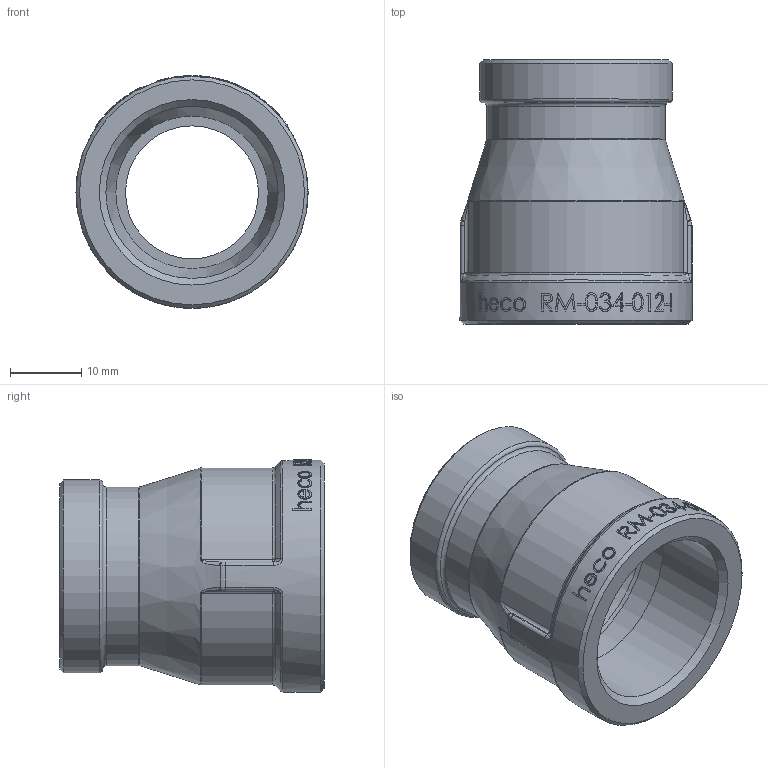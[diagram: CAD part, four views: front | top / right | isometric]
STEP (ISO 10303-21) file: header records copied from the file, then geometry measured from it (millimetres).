
FILE_DESCRIPTION (( 'STEP AP214' ), '1' );
FILE_NAME ('heco_RM-034-012-I.STEP', '2015-10-26T15:00:50', ( 'test' ), ( '' ), 'SwSTEP 2.0', 'SolidWorks 2011', '' );
FILE_SCHEMA (( 'AUTOMOTIVE_DESIGN' ));
Length unit declared in the file: millimetre
Products named in the file (1): heco_RM-034-012-I
Bounding box: 32.5 x 37 x 32.6 mm (x, y, z)
Volume: 8893.2 mm3; surface area: 6965 mm2
Topology: 1 solids, 1 shells, 249 faces, 628 edges, 405 vertices
Faces by surface type: bspline 117, plane 70, cylinder 38, torus 12, cone 8, sphere 4
Full cylindrical faces by diameter (mm): 18.631 x1, 24.117 x1, 25 x1, 27 x1, 27.1 x1, 32.5 x1
Entity records: 19301 total; most frequent: CARTESIAN_POINT 13554, ORIENTED_EDGE 1208, DIRECTION 628, EDGE_CURVE 604, VERTEX_POINT 397, B_SPLINE_CURVE_WITH_KNOTS 363, EDGE_LOOP 291, FACE_OUTER_BOUND 259
